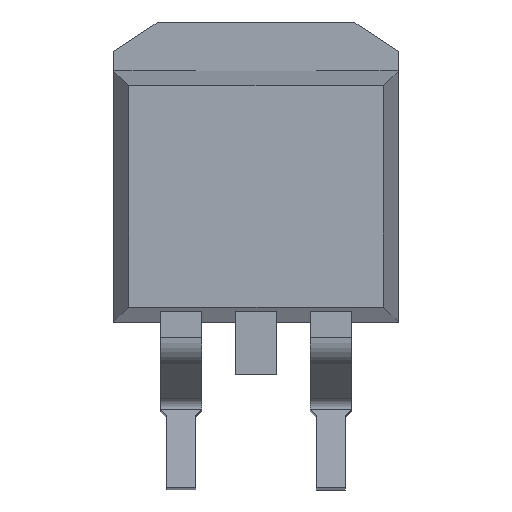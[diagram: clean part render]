
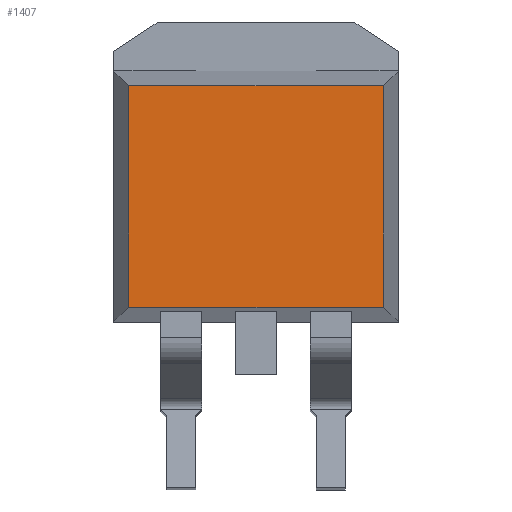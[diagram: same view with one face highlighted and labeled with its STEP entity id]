
A CAD part, top view. The second image highlights one B-rep face of the part: STEP entity #1407.
In plain terms, the highlighted face is planar.
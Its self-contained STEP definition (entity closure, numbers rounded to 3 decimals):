
#70=FACE_OUTER_BOUND('',#147,.T.);
#147=EDGE_LOOP('',(#997,#998,#999,#1000));
#197=LINE('',#1930,#372);
#257=LINE('',#2050,#432);
#260=LINE('',#2054,#435);
#261=LINE('',#2056,#436);
#372=VECTOR('',#1569,1000.);
#432=VECTOR('',#1659,1000.);
#435=VECTOR('',#1664,1000.);
#436=VECTOR('',#1667,1000.);
#547=VERTEX_POINT('',#1927);
#548=VERTEX_POINT('',#1929);
#592=VERTEX_POINT('',#2047);
#593=VERTEX_POINT('',#2049);
#669=EDGE_CURVE('',#548,#547,#197,.T.);
#729=EDGE_CURVE('',#593,#592,#257,.T.);
#732=EDGE_CURVE('',#547,#593,#260,.T.);
#733=EDGE_CURVE('',#592,#548,#261,.T.);
#997=ORIENTED_EDGE('',*,*,#729,.T.);
#998=ORIENTED_EDGE('',*,*,#733,.T.);
#999=ORIENTED_EDGE('',*,*,#669,.T.);
#1000=ORIENTED_EDGE('',*,*,#732,.T.);
#1266=PLANE('',#1496);
#1407=ADVANCED_FACE('',(#70),#1266,.T.);
#1496=AXIS2_PLACEMENT_3D('',#2091,#1699,#1700);
#1569=DIRECTION('',(-1.,0.,0.));
#1659=DIRECTION('',(1.,0.,0.));
#1664=DIRECTION('',(0.,0.,1.));
#1667=DIRECTION('',(0.,0.,-1.));
#1699=DIRECTION('center_axis',(0.,1.,0.));
#1700=DIRECTION('ref_axis',(-1.,0.,0.));
#1927=CARTESIAN_POINT('',(-4.325,4.06,-3.755));
#1929=CARTESIAN_POINT('',(4.325,4.06,-3.755));
#1930=CARTESIAN_POINT('',(4.325,4.06,-3.755));
#2047=CARTESIAN_POINT('',(4.325,4.06,3.755));
#2049=CARTESIAN_POINT('',(-4.325,4.06,3.755));
#2050=CARTESIAN_POINT('',(-4.325,4.06,3.755));
#2054=CARTESIAN_POINT('',(-4.325,4.06,-3.755));
#2056=CARTESIAN_POINT('',(4.325,4.06,3.755));
#2091=CARTESIAN_POINT('Origin',(0.,4.06,0.));
